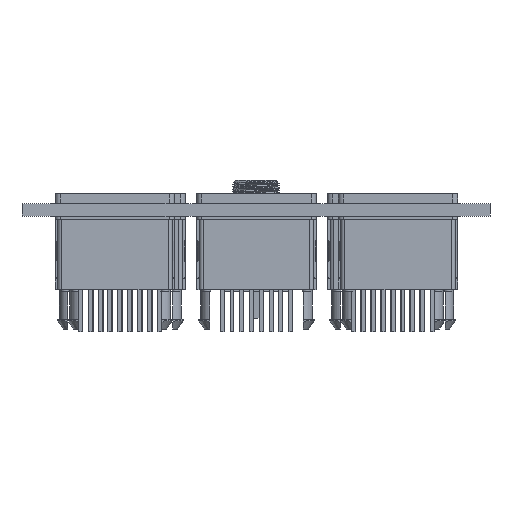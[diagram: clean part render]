
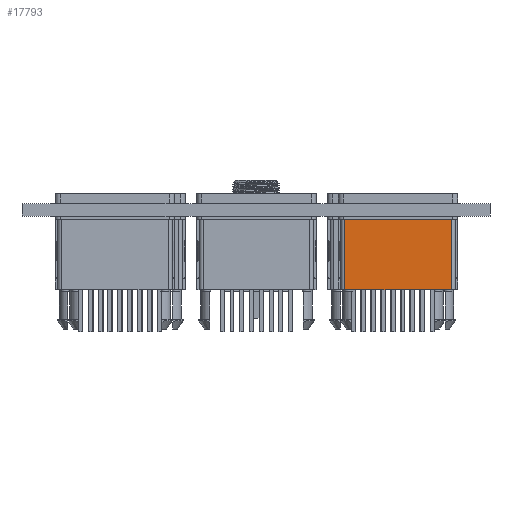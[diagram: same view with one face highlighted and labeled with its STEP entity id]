
A CAD part, front view. The second image highlights one B-rep face of the part: STEP entity #17793.
In plain terms, the highlighted face is planar.
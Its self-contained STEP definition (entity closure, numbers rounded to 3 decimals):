
#1325 = PLANE('',#1326);
#1326 = AXIS2_PLACEMENT_3D('',#1327,#1328,#1329);
#1327 = CARTESIAN_POINT('',(-7.938,-6.223,-7.747));
#1328 = DIRECTION('',(0.,-1.,0.));
#1329 = DIRECTION('',(0.,0.,-1.));
#3597 = VERTEX_POINT('',#3598);
#3598 = CARTESIAN_POINT('',(-7.684,-6.223,-6.934));
#3608 = CYLINDRICAL_SURFACE('',#3609,0.508);
#3609 = AXIS2_PLACEMENT_3D('',#3610,#3611,#3612);
#3610 = CARTESIAN_POINT('',(-7.176,-6.614,-6.934));
#3611 = DIRECTION('',(0.,-1.,0.));
#3612 = DIRECTION('',(-1.,0.,0.));
#3627 = EDGE_CURVE('',#3597,#3628,#3630,.T.);
#3628 = VERTEX_POINT('',#3629);
#3629 = CARTESIAN_POINT('',(-7.684,2.921,-6.934));
#3630 = SURFACE_CURVE('',#3631,(#3635,#3642),.PCURVE_S1.);
#3631 = LINE('',#3632,#3633);
#3632 = CARTESIAN_POINT('',(-7.684,-6.223,
    -6.934));
#3633 = VECTOR('',#3634,1.);
#3634 = DIRECTION('',(0.,1.,0.));
#3635 = PCURVE('',#3608,#3636);
#3636 = DEFINITIONAL_REPRESENTATION('',(#3637),#3641);
#3637 = LINE('',#3638,#3639);
#3638 = CARTESIAN_POINT('',(0.,-0.391));
#3639 = VECTOR('',#3640,1.);
#3640 = DIRECTION('',(0.,-1.));
#3641 = ( GEOMETRIC_REPRESENTATION_CONTEXT(2) 
PARAMETRIC_REPRESENTATION_CONTEXT() REPRESENTATION_CONTEXT('2D SPACE',''
  ) );
#3642 = PCURVE('',#3643,#3648);
#3643 = PLANE('',#3644);
#3644 = AXIS2_PLACEMENT_3D('',#3645,#3646,#3647);
#3645 = CARTESIAN_POINT('',(-7.684,-6.223,9.296));
#3646 = DIRECTION('',(1.,0.,0.));
#3647 = DIRECTION('',(0.,1.,0.));
#3648 = DEFINITIONAL_REPRESENTATION('',(#3649),#3653);
#3649 = LINE('',#3650,#3651);
#3650 = CARTESIAN_POINT('',(0.,-16.231));
#3651 = VECTOR('',#3652,1.);
#3652 = DIRECTION('',(1.,0.));
#3653 = ( GEOMETRIC_REPRESENTATION_CONTEXT(2) 
PARAMETRIC_REPRESENTATION_CONTEXT() REPRESENTATION_CONTEXT('2D SPACE',''
  ) );
#3671 = PLANE('',#3672);
#3672 = AXIS2_PLACEMENT_3D('',#3673,#3674,#3675);
#3673 = CARTESIAN_POINT('',(-7.938,2.921,7.747));
#3674 = DIRECTION('',(0.,1.,0.));
#3675 = DIRECTION('',(1.,0.,0.));
#5071 = CYLINDRICAL_SURFACE('',#5072,0.508);
#5072 = AXIS2_PLACEMENT_3D('',#5073,#5074,#5075);
#5073 = CARTESIAN_POINT('',(-7.176,3.33,6.934));
#5074 = DIRECTION('',(0.,1.,0.));
#5075 = DIRECTION('',(-1.,0.,0.));
#15585 = VERTEX_POINT('',#15586);
#15586 = CARTESIAN_POINT('',(-7.684,2.921,6.934));
#15608 = EDGE_CURVE('',#15585,#15609,#15611,.T.);
#15609 = VERTEX_POINT('',#15610);
#15610 = CARTESIAN_POINT('',(-7.684,-6.223,6.934));
#15611 = SURFACE_CURVE('',#15612,(#15616,#15623),.PCURVE_S1.);
#15612 = LINE('',#15613,#15614);
#15613 = CARTESIAN_POINT('',(-7.684,2.921,
    6.934));
#15614 = VECTOR('',#15615,1.);
#15615 = DIRECTION('',(0.,-1.,0.));
#15616 = PCURVE('',#5071,#15617);
#15617 = DEFINITIONAL_REPRESENTATION('',(#15618),#15622);
#15618 = LINE('',#15619,#15620);
#15619 = CARTESIAN_POINT('',(0.,-0.409));
#15620 = VECTOR('',#15621,1.);
#15621 = DIRECTION('',(0.,-1.));
#15622 = ( GEOMETRIC_REPRESENTATION_CONTEXT(2) 
PARAMETRIC_REPRESENTATION_CONTEXT() REPRESENTATION_CONTEXT('2D SPACE',''
  ) );
#15623 = PCURVE('',#3643,#15624);
#15624 = DEFINITIONAL_REPRESENTATION('',(#15625),#15629);
#15625 = LINE('',#15626,#15627);
#15626 = CARTESIAN_POINT('',(9.144,-2.362));
#15627 = VECTOR('',#15628,1.);
#15628 = DIRECTION('',(-1.,0.));
#15629 = ( GEOMETRIC_REPRESENTATION_CONTEXT(2) 
PARAMETRIC_REPRESENTATION_CONTEXT() REPRESENTATION_CONTEXT('2D SPACE',''
  ) );
#16971 = EDGE_CURVE('',#15585,#3628,#16972,.T.);
#16972 = SURFACE_CURVE('',#16973,(#16977,#16984),.PCURVE_S1.);
#16973 = LINE('',#16974,#16975);
#16974 = CARTESIAN_POINT('',(-7.684,2.921,
    6.934));
#16975 = VECTOR('',#16976,1.);
#16976 = DIRECTION('',(0.,0.,-1.));
#16977 = PCURVE('',#3671,#16978);
#16978 = DEFINITIONAL_REPRESENTATION('',(#16979),#16983);
#16979 = LINE('',#16980,#16981);
#16980 = CARTESIAN_POINT('',(0.254,0.813));
#16981 = VECTOR('',#16982,1.);
#16982 = DIRECTION('',(0.,1.));
#16983 = ( GEOMETRIC_REPRESENTATION_CONTEXT(2) 
PARAMETRIC_REPRESENTATION_CONTEXT() REPRESENTATION_CONTEXT('2D SPACE',''
  ) );
#16984 = PCURVE('',#3643,#16985);
#16985 = DEFINITIONAL_REPRESENTATION('',(#16986),#16990);
#16986 = LINE('',#16987,#16988);
#16987 = CARTESIAN_POINT('',(9.144,-2.362));
#16988 = VECTOR('',#16989,1.);
#16989 = DIRECTION('',(0.,-1.));
#16990 = ( GEOMETRIC_REPRESENTATION_CONTEXT(2) 
PARAMETRIC_REPRESENTATION_CONTEXT() REPRESENTATION_CONTEXT('2D SPACE',''
  ) );
#17620 = EDGE_CURVE('',#3597,#15609,#17621,.T.);
#17621 = SURFACE_CURVE('',#17622,(#17626,#17633),.PCURVE_S1.);
#17622 = LINE('',#17623,#17624);
#17623 = CARTESIAN_POINT('',(-7.684,-6.223,
    -6.934));
#17624 = VECTOR('',#17625,1.);
#17625 = DIRECTION('',(0.,0.,1.));
#17626 = PCURVE('',#1325,#17627);
#17627 = DEFINITIONAL_REPRESENTATION('',(#17628),#17632);
#17628 = LINE('',#17629,#17630);
#17629 = CARTESIAN_POINT('',(-0.813,0.254));
#17630 = VECTOR('',#17631,1.);
#17631 = DIRECTION('',(-1.,0.));
#17632 = ( GEOMETRIC_REPRESENTATION_CONTEXT(2) 
PARAMETRIC_REPRESENTATION_CONTEXT() REPRESENTATION_CONTEXT('2D SPACE',''
  ) );
#17633 = PCURVE('',#3643,#17634);
#17634 = DEFINITIONAL_REPRESENTATION('',(#17635),#17639);
#17635 = LINE('',#17636,#17637);
#17636 = CARTESIAN_POINT('',(0.,-16.231));
#17637 = VECTOR('',#17638,1.);
#17638 = DIRECTION('',(0.,1.));
#17639 = ( GEOMETRIC_REPRESENTATION_CONTEXT(2) 
PARAMETRIC_REPRESENTATION_CONTEXT() REPRESENTATION_CONTEXT('2D SPACE',''
  ) );
#17793 = ADVANCED_FACE('',(#17794),#3643,.F.);
#17794 = FACE_BOUND('',#17795,.T.);
#17795 = EDGE_LOOP('',(#17796,#17797,#17798,#17799));
#17796 = ORIENTED_EDGE('',*,*,#16971,.T.);
#17797 = ORIENTED_EDGE('',*,*,#3627,.F.);
#17798 = ORIENTED_EDGE('',*,*,#17620,.T.);
#17799 = ORIENTED_EDGE('',*,*,#15608,.F.);
